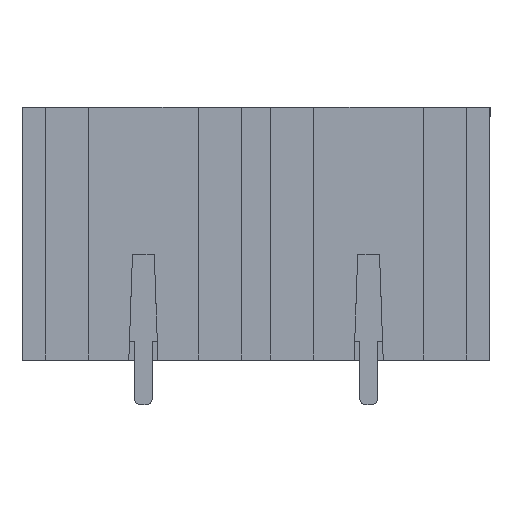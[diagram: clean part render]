
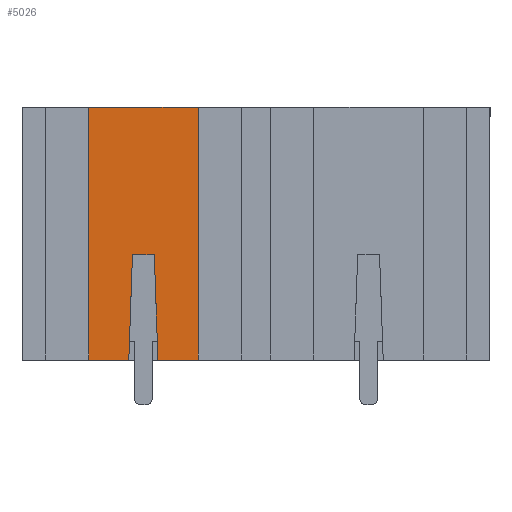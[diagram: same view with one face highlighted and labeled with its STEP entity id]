
A CAD part, left-side view. The second image highlights one B-rep face of the part: STEP entity #5026.
In plain terms, the highlighted planar face has unit normal (-1, 0, 0).
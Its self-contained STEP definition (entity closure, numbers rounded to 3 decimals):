
#438 = VECTOR ( 'NONE', #27782, 1000. ) ;
#1902 = DIRECTION ( 'NONE',  ( 0., 0., -1. ) ) ;
#2490 = DIRECTION ( 'NONE',  ( 0., -1., 0. ) ) ;
#4728 = LINE ( 'NONE', #16235, #35150 ) ;
#5026 = ADVANCED_FACE ( 'NONE', ( #25622 ), #37167, .T. ) ;
#5286 = VERTEX_POINT ( 'NONE', #23890 ) ;
#5749 = CARTESIAN_POINT ( 'NONE',  ( -38.825, 21.65, 4.7 ) ) ;
#5944 = CARTESIAN_POINT ( 'NONE',  ( -38.825, 9., -0.936 ) ) ;
#6053 = ORIENTED_EDGE ( 'NONE', *, *, #23084, .F. ) ;
#6385 = EDGE_CURVE ( 'NONE', #23515, #36068, #33468, .T. ) ;
#6571 = VERTEX_POINT ( 'NONE', #31204 ) ;
#6668 = CARTESIAN_POINT ( 'NONE',  ( -38.825, 21.503, 0.499 ) ) ;
#6855 = LINE ( 'NONE', #18338, #7593 ) ;
#7128 = ORIENTED_EDGE ( 'NONE', *, *, #14498, .F. ) ;
#7345 = LINE ( 'NONE', #18838, #14120 ) ;
#7593 = VECTOR ( 'NONE', #29797, 1000. ) ;
#8474 = VERTEX_POINT ( 'NONE', #23058 ) ;
#10038 = EDGE_CURVE ( 'NONE', #36068, #19012, #16829, .T. ) ;
#10924 = VERTEX_POINT ( 'NONE', #36328 ) ;
#11347 = CARTESIAN_POINT ( 'NONE',  ( -38.825, 21.65, 4.7 ) ) ;
#14120 = VECTOR ( 'NONE', #30304, 1000. ) ;
#14498 = EDGE_CURVE ( 'NONE', #5286, #6571, #32454, .T. ) ;
#14620 = EDGE_CURVE ( 'NONE', #8474, #19012, #6855, .T. ) ;
#16235 = CARTESIAN_POINT ( 'NONE',  ( -38.825, 9., 4.7 ) ) ;
#16252 = LINE ( 'NONE', #27671, #25459 ) ;
#16354 = CARTESIAN_POINT ( 'NONE',  ( -38.825, 21.65, 4.7 ) ) ;
#16829 = LINE ( 'NONE', #28255, #24863 ) ;
#17153 = EDGE_LOOP ( 'NONE', ( #36813, #6053, #7128, #21123, #21244, #33917, #29145, #20527 ) ) ;
#17262 = DIRECTION ( 'NONE',  ( 0., -1., 0. ) ) ;
#18146 = DIRECTION ( 'NONE',  ( 0., 0.999, -0.035 ) ) ;
#18338 = CARTESIAN_POINT ( 'NONE',  ( -38.825, 0., 4.7 ) ) ;
#18625 = AXIS2_PLACEMENT_3D ( 'NONE', #11347, #22830, #34317 ) ;
#18838 = CARTESIAN_POINT ( 'NONE',  ( -38.825, 21.831, -0.488 ) ) ;
#19012 = VERTEX_POINT ( 'NONE', #21105 ) ;
#19017 = VECTOR ( 'NONE', #18146, 1000. ) ;
#20527 = ORIENTED_EDGE ( 'NONE', *, *, #14620, .F. ) ;
#21105 = CARTESIAN_POINT ( 'NONE',  ( -38.825, 0., -4.7 ) ) ;
#21123 = ORIENTED_EDGE ( 'NONE', *, *, #33612, .F. ) ;
#21244 = ORIENTED_EDGE ( 'NONE', *, *, #32418, .F. ) ;
#22801 = CARTESIAN_POINT ( 'NONE',  ( -38.825, 21.65, 4.7 ) ) ;
#22830 = DIRECTION ( 'NONE',  ( -1., 0., 0. ) ) ;
#23058 = CARTESIAN_POINT ( 'NONE',  ( -38.825, 0., -1.25 ) ) ;
#23084 = EDGE_CURVE ( 'NONE', #6571, #32486, #4728, .T. ) ;
#23515 = VERTEX_POINT ( 'NONE', #22801 ) ;
#23890 = CARTESIAN_POINT ( 'NONE',  ( -38.825, 0., 1.25 ) ) ;
#24863 = VECTOR ( 'NONE', #2490, 1000. ) ;
#25459 = VECTOR ( 'NONE', #1902, 1000. ) ;
#25622 = FACE_OUTER_BOUND ( 'NONE', #17153, .T. ) ;
#27654 = DIRECTION ( 'NONE',  ( 0., 0., -1. ) ) ;
#27671 = CARTESIAN_POINT ( 'NONE',  ( -38.825, 0., 4.7 ) ) ;
#27782 = DIRECTION ( 'NONE',  ( 0., 0., -1. ) ) ;
#28255 = CARTESIAN_POINT ( 'NONE',  ( -38.825, 21.65, -4.7 ) ) ;
#29145 = ORIENTED_EDGE ( 'NONE', *, *, #10038, .T. ) ;
#29797 = DIRECTION ( 'NONE',  ( 0., 0., -1. ) ) ;
#30304 = DIRECTION ( 'NONE',  ( 0., -0.999, -0.035 ) ) ;
#31204 = CARTESIAN_POINT ( 'NONE',  ( -38.825, 9., 0.936 ) ) ;
#31536 = LINE ( 'NONE', #5749, #37278 ) ;
#32418 = EDGE_CURVE ( 'NONE', #23515, #10924, #31536, .T. ) ;
#32454 = LINE ( 'NONE', #6668, #19017 ) ;
#32486 = VERTEX_POINT ( 'NONE', #5944 ) ;
#33297 = CARTESIAN_POINT ( 'NONE',  ( -38.825, 21.65, -4.7 ) ) ;
#33468 = LINE ( 'NONE', #16354, #438 ) ;
#33612 = EDGE_CURVE ( 'NONE', #10924, #5286, #16252, .T. ) ;
#33917 = ORIENTED_EDGE ( 'NONE', *, *, #6385, .T. ) ;
#34317 = DIRECTION ( 'NONE',  ( 0., -1., 0. ) ) ;
#34631 = EDGE_CURVE ( 'NONE', #32486, #8474, #7345, .T. ) ;
#35150 = VECTOR ( 'NONE', #27654, 1000. ) ;
#36068 = VERTEX_POINT ( 'NONE', #33297 ) ;
#36328 = CARTESIAN_POINT ( 'NONE',  ( -38.825, 0., 4.7 ) ) ;
#36813 = ORIENTED_EDGE ( 'NONE', *, *, #34631, .F. ) ;
#37167 = PLANE ( 'NONE',  #18625 ) ;
#37278 = VECTOR ( 'NONE', #17262, 1000. ) ;
